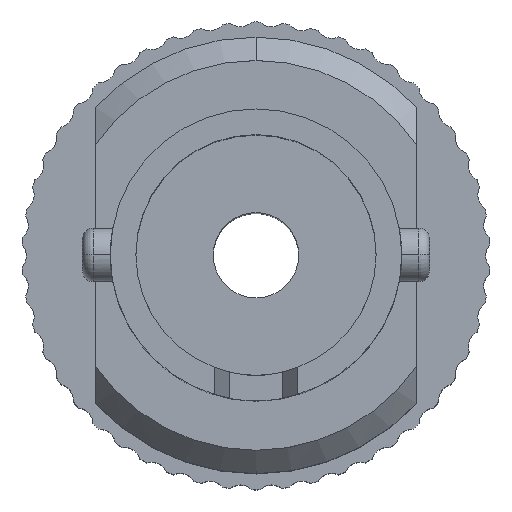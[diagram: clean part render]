
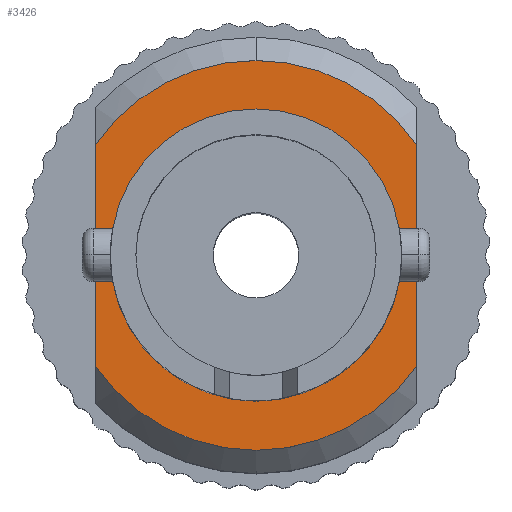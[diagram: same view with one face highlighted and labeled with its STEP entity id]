
A CAD part, top view. The second image highlights one B-rep face of the part: STEP entity #3426.
In plain terms, the highlighted planar face has unit normal (0, 0, 1).
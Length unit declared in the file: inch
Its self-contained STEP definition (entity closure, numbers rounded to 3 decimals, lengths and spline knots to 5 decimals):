
#192 = CARTESIAN_POINT ( 'NONE',  ( 0., 0., 0.195 ) ) ;
#194 = DIRECTION ( 'NONE',  ( 0., 0., 1. ) ) ;
#199 = DIRECTION ( 'NONE',  ( 1., 0., 0. ) ) ;
#697 = EDGE_CURVE ( 'NONE', #1047, #1068, #6390, .T. ) ;
#760 = EDGE_CURVE ( 'NONE', #1023, #1068, #6457, .T. ) ;
#828 = EDGE_CURVE ( 'NONE', #1023, #1048, #6555, .T. ) ;
#853 = EDGE_CURVE ( 'NONE', #1011, #1212, #6559, .T. ) ;
#970 = EDGE_CURVE ( 'NONE', #1047, #1048, #6705, .T. ) ;
#1011 = VERTEX_POINT ( 'NONE', #2413 ) ;
#1023 = VERTEX_POINT ( 'NONE', #2029 ) ;
#1047 = VERTEX_POINT ( 'NONE', #2567 ) ;
#1048 = VERTEX_POINT ( 'NONE', #2533 ) ;
#1068 = VERTEX_POINT ( 'NONE', #1878 ) ;
#1212 = VERTEX_POINT ( 'NONE', #2442 ) ;
#1375 = DIRECTION ( 'NONE',  ( 1., 0., 0. ) ) ;
#1411 = DIRECTION ( 'NONE',  ( 0., 0., 1. ) ) ;
#1419 = CARTESIAN_POINT ( 'NONE',  ( 0.15022, 0.2, 0.195 ) ) ;
#1493 = CARTESIAN_POINT ( 'NONE',  ( 0., 0., 0.195 ) ) ;
#1557 = DIRECTION ( 'NONE',  ( 0., -1., 0. ) ) ;
#1743 = CARTESIAN_POINT ( 'NONE',  ( 0., 0., 0.195 ) ) ;
#1746 = DIRECTION ( 'NONE',  ( 0., 0., 1. ) ) ;
#1750 = DIRECTION ( 'NONE',  ( 1., 0., 0. ) ) ;
#1878 = CARTESIAN_POINT ( 'NONE',  ( -0.15022, 0.10363, 0.195 ) ) ;
#2029 = CARTESIAN_POINT ( 'NONE',  ( 0.15022, 0.10363, 0.195 ) ) ;
#2413 = CARTESIAN_POINT ( 'NONE',  ( -0.1365, 0., 0.195 ) ) ;
#2442 = CARTESIAN_POINT ( 'NONE',  ( 0.1365, 0., 0.195 ) ) ;
#2515 = DIRECTION ( 'NONE',  ( 0., 0., 1. ) ) ;
#2517 = CARTESIAN_POINT ( 'NONE',  ( 0.1825, 0., 0.195 ) ) ;
#2523 = PLANE ( 'NONE',  #2909 ) ;
#2528 = DIRECTION ( 'NONE',  ( 1., 0., 0. ) ) ;
#2533 = CARTESIAN_POINT ( 'NONE',  ( 0.15022, -0.10363, 0.195 ) ) ;
#2567 = CARTESIAN_POINT ( 'NONE',  ( -0.15022, -0.10363, 0.195 ) ) ;
#2794 = AXIS2_PLACEMENT_3D ( 'NONE', #192, #194, #199 ) ;
#2909 = AXIS2_PLACEMENT_3D ( 'NONE', #2517, #2515, #2528 ) ;
#3087 = AXIS2_PLACEMENT_3D ( 'NONE', #1743, #1746, #1750 ) ;
#3426 = ADVANCED_FACE ( 'NONE', ( #6057, #6053 ), #2523, .T. ) ;
#3595 = EDGE_CURVE ( 'NONE', #1212, #1011, #5814, .T. ) ;
#4626 = AXIS2_PLACEMENT_3D ( 'NONE', #1493, #1411, #1375 ) ;
#4671 = AXIS2_PLACEMENT_3D ( 'NONE', #5004, #5008, #5012 ) ;
#4953 = DIRECTION ( 'NONE',  ( 0., 1., 0. ) ) ;
#4955 = CARTESIAN_POINT ( 'NONE',  ( -0.15022, 0.2, 0.195 ) ) ;
#5004 = CARTESIAN_POINT ( 'NONE',  ( 0., 0., 0.195 ) ) ;
#5008 = DIRECTION ( 'NONE',  ( 0., 0., 1. ) ) ;
#5012 = DIRECTION ( 'NONE',  ( 1., 0., 0. ) ) ;
#5296 = EDGE_LOOP ( 'NONE', ( #5587, #5588, #5591, #5592 ) ) ;
#5502 = EDGE_LOOP ( 'NONE', ( #5593, #5594 ) ) ;
#5587 = ORIENTED_EDGE ( 'NONE', *, *, #828, .F. ) ;
#5588 = ORIENTED_EDGE ( 'NONE', *, *, #760, .T. ) ;
#5591 = ORIENTED_EDGE ( 'NONE', *, *, #697, .F. ) ;
#5592 = ORIENTED_EDGE ( 'NONE', *, *, #970, .T. ) ;
#5593 = ORIENTED_EDGE ( 'NONE', *, *, #3595, .F. ) ;
#5594 = ORIENTED_EDGE ( 'NONE', *, *, #853, .F. ) ;
#5814 = CIRCLE ( 'NONE', #2794, 0.1365 ) ;
#6053 = FACE_BOUND ( 'NONE', #5502, .T. ) ;
#6057 = FACE_OUTER_BOUND ( 'NONE', #5296, .T. ) ;
#6390 = LINE ( 'NONE', #4955, #6402 ) ;
#6402 = VECTOR ( 'NONE', #4953, 39.37008 ) ;
#6457 = CIRCLE ( 'NONE', #4671, 0.1825 ) ;
#6555 = LINE ( 'NONE', #1419, #6558 ) ;
#6558 = VECTOR ( 'NONE', #1557, 39.37008 ) ;
#6559 = CIRCLE ( 'NONE', #4626, 0.1365 ) ;
#6705 = CIRCLE ( 'NONE', #3087, 0.1825 ) ;
